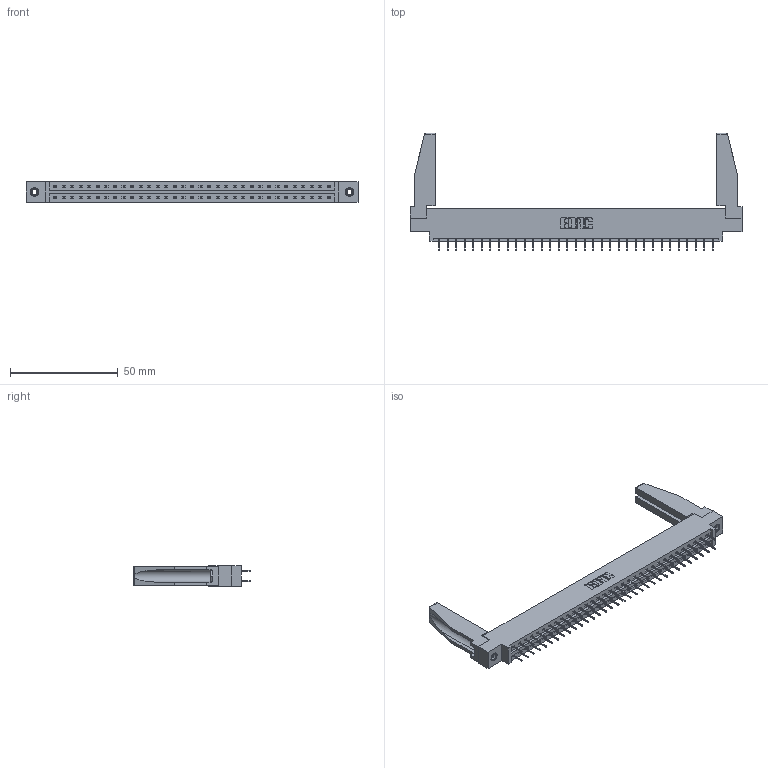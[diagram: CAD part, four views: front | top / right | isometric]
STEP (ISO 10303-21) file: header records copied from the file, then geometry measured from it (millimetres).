
FILE_DESCRIPTION (( 'STEP AP203' ), '1' );
FILE_NAME ('387-066-524-878.STEP', '2019-10-19T18:33:02', ( '' ), ( '' ), 'SwSTEP 2.0', 'SolidWorks 2016', '' );
FILE_SCHEMA (( 'CONFIG_CONTROL_DESIGN' ));
Length unit declared in the file: inch
Products named in the file (5): 387-066-524-878; 345-292-001_345-293-124; 337 Part_0.170 Offset - 0.156 Dia-TI; 307-220-078; 345-250-001_345-250-001-102
Assembly tree (71 placements, depth 2):
  387-066-524-878
    337 Part_0.170 Offset - 0.156 Dia-TI
    345-292-001_345-293-124  x66
    345-250-001_345-250-001-102  x2
    307-220-078  x2
Bounding box: 153.77 x 54.49 x 9.4 mm (x, y, z)
Volume: 19861.8 mm3; surface area: 21480.9 mm2
Topology: 71 solids, 71 shells, 4076 faces, 11543 edges, 7422 vertices
Faces by surface type: plane 3062, cylinder 998, cone 12, torus 4
Entity records: 29396 total; most frequent: CARTESIAN_POINT 4960, ORIENTED_EDGE 4852, DIRECTION 4242, EDGE_CURVE 2426, LINE 2264, VECTOR 2264, VERTEX_POINT 1608, AXIS2_PLACEMENT_3D 989
